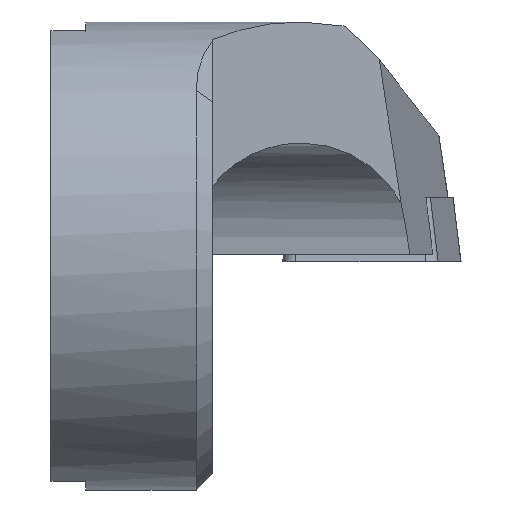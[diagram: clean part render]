
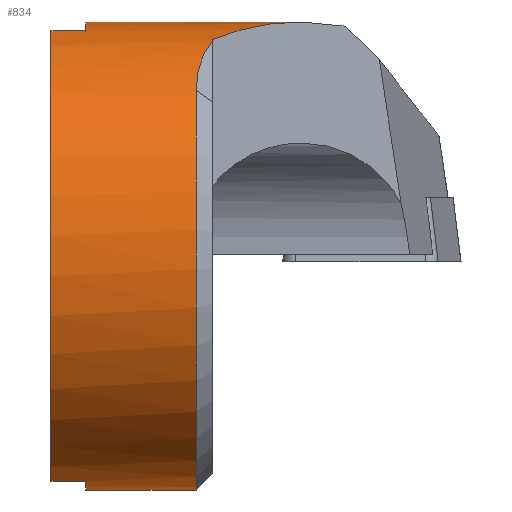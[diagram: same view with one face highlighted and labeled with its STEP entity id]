
A CAD part, left-side view. The second image highlights one B-rep face of the part: STEP entity #834.
In plain terms, the highlighted cylindrical face has radius 14.5 mm (diameter 29 mm), a partial arc.
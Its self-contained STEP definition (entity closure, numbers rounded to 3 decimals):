
#796=EDGE_CURVE('NONE',#852,#1424,#2048,.T.);
#834=ADVANCED_FACE('NONE',(#2088),#2089,.T.);
#852=VERTEX_POINT('NONE',#2111);
#872=EDGE_CURVE('NONE',#1594,#1508,#2131,.T.);
#880=VERTEX_POINT('NONE',#2139);
#920=EDGE_CURVE('NONE',#1092,#1264,#2183,.T.);
#982=VERTEX_POINT('NONE',#2252);
#1014=VERTEX_POINT('NONE',#2287);
#1018=EDGE_CURVE('NONE',#1676,#1092,#2291,.T.);
#1092=VERTEX_POINT('NONE',#2372);
#1096=VERTEX_POINT('NONE',#2376);
#1264=VERTEX_POINT('NONE',#2561);
#1284=EDGE_CURVE('NONE',#1014,#880,#2585,.T.);
#1288=EDGE_CURVE('NONE',#1096,#1014,#2589,.T.);
#1424=VERTEX_POINT('NONE',#2739);
#1450=EDGE_CURVE('NONE',#852,#1676,#2766,.T.);
#1470=EDGE_CURVE('NONE',#880,#982,#2789,.T.);
#1508=VERTEX_POINT('NONE',#2832);
#1556=EDGE_CURVE('NONE',#1508,#1096,#2880,.T.);
#1594=VERTEX_POINT('NONE',#2923);
#1632=EDGE_CURVE('NONE',#1264,#1594,#2966,.T.);
#1676=VERTEX_POINT('NONE',#3012);
#1788=EDGE_CURVE('NONE',#982,#1424,#3137,.T.);
#2048=LINE('',#3452,#3453);
#2088=FACE_OUTER_BOUND('',#3516,.T.);
#2089=CYLINDRICAL_SURFACE('',#3517,14.5);
#2111=CARTESIAN_POINT('',(0.,-9.0,-14.5));
#2131=LINE('',#3571,#3572);
#2139=CARTESIAN_POINT('',(-3.95,0.,-13.952));
#2183=CIRCLE('',#3670,14.5);
#2252=CARTESIAN_POINT('',(-3.95,-2.15,-13.952));
#2287=CARTESIAN_POINT('',(-3.95,0.,13.952));
#2291=(B_SPLINE_CURVE(3,(#3825,#3826,#3827,#3828),.UNSPECIFIED.,.F.,.F.)B_SPLINE_CURVE_WITH_KNOTS((4,4),(0.0,0.374),.UNSPECIFIED.)RATIONAL_B_SPLINE_CURVE((1.0,0.988,0.988,1.0))BOUNDED_CURVE()REPRESENTATION_ITEM('')GEOMETRIC_REPRESENTATION_ITEM()CURVE());
#2372=CARTESIAN_POINT('',(-5.804,-10.0,13.288));
#2376=CARTESIAN_POINT('',(-3.95,-2.15,13.952));
#2561=CARTESIAN_POINT('',(-5.5,-10.0,13.416));
#2585=CIRCLE('',#4241,14.5);
#2589=LINE('',#4247,#4248);
#2739=CARTESIAN_POINT('',(0.,-2.15,-14.5));
#2766=CIRCLE('',#4505,14.5);
#2789=LINE('',#4537,#4538);
#2832=CARTESIAN_POINT('',(0.0,-2.15,14.5));
#2880=CIRCLE('',#4675,14.5);
#2923=CARTESIAN_POINT('',(0.0,-15.5,14.5));
#2966=(B_SPLINE_CURVE(3,(#4786,#4787,#4788,#4789),.UNSPECIFIED.,.F.,.F.)B_SPLINE_CURVE_WITH_KNOTS((4,4),(1.182,1.571),.UNSPECIFIED.)RATIONAL_B_SPLINE_CURVE((1.0,0.987,0.987,1.0))BOUNDED_CURVE()REPRESENTATION_ITEM('')GEOMETRIC_REPRESENTATION_ITEM()CURVE());
#3012=CARTESIAN_POINT('',(-10.253,-9.,10.253));
#3137=CIRCLE('',#5041,14.5);
#3452=CARTESIAN_POINT('',(0.,-10.0,-14.5));
#3453=VECTOR('',#5400,1000.0);
#3516=EDGE_LOOP('',(#5439,#5440,#5441,#5442,#5443,#5444,#5445,#5446,#5447,#5448,#5449));
#3517=AXIS2_PLACEMENT_3D('',#5450,#5451,#5452);
#3571=CARTESIAN_POINT('',(0.0,-10.0,14.5));
#3572=VECTOR('',#5503,1000.0);
#3670=AXIS2_PLACEMENT_3D('',#5550,#5551,#5552);
#3825=CARTESIAN_POINT('',(-10.253,-9.,10.253));
#3826=CARTESIAN_POINT('',(-8.969,-9.,11.537));
#3827=CARTESIAN_POINT('',(-7.469,-9.337,12.561));
#3828=CARTESIAN_POINT('',(-5.804,-10.0,13.288));
#4241=AXIS2_PLACEMENT_3D('',#6054,#6055,#6056);
#4247=CARTESIAN_POINT('',(-3.95,-10.0,13.952));
#4248=VECTOR('',#6060,1000.0);
#4505=AXIS2_PLACEMENT_3D('',#6264,#6265,#6266);
#4537=CARTESIAN_POINT('',(-3.95,-10.0,-13.952));
#4538=VECTOR('',#6307,1000.0);
#4675=AXIS2_PLACEMENT_3D('',#6375,#6376,#6377);
#4786=CARTESIAN_POINT('',(-5.5,-10.0,13.416));
#4787=CARTESIAN_POINT('',(-3.749,-11.751,14.134));
#4788=CARTESIAN_POINT('',(-1.892,-13.608,14.5));
#4789=CARTESIAN_POINT('',(0.0,-15.5,14.5));
#5041=AXIS2_PLACEMENT_3D('',#6706,#6707,#6708);
#5400=DIRECTION('',(-0.0,1.0,0.0));
#5439=ORIENTED_EDGE('',*,*,#796,.F.);
#5440=ORIENTED_EDGE('',*,*,#1450,.T.);
#5441=ORIENTED_EDGE('',*,*,#1018,.T.);
#5442=ORIENTED_EDGE('',*,*,#920,.T.);
#5443=ORIENTED_EDGE('',*,*,#1632,.T.);
#5444=ORIENTED_EDGE('',*,*,#872,.T.);
#5445=ORIENTED_EDGE('',*,*,#1556,.T.);
#5446=ORIENTED_EDGE('',*,*,#1288,.T.);
#5447=ORIENTED_EDGE('',*,*,#1284,.T.);
#5448=ORIENTED_EDGE('',*,*,#1470,.T.);
#5449=ORIENTED_EDGE('',*,*,#1788,.T.);
#5450=CARTESIAN_POINT('',(0.0,-10.0,0.0));
#5451=DIRECTION('',(-0.0,1.0,-0.0));
#5452=DIRECTION('',(0.0,0.0,1.0));
#5503=DIRECTION('',(-0.0,1.0,0.0));
#5550=CARTESIAN_POINT('',(0.0,-10.0,0.0));
#5551=DIRECTION('',(0.0,1.0,0.0));
#5552=DIRECTION('',(0.0,0.0,1.0));
#6054=CARTESIAN_POINT('',(0.0,0.0,0.0));
#6055=DIRECTION('',(0.0,-1.0,0.0));
#6056=DIRECTION('',(0.0,0.0,-1.0));
#6060=DIRECTION('',(-0.0,1.0,0.0));
#6264=CARTESIAN_POINT('',(0.0,-9.0,0.0));
#6265=DIRECTION('',(0.0,1.0,0.0));
#6266=DIRECTION('',(0.0,0.0,-1.0));
#6307=DIRECTION('',(0.0,-1.0,0.0));
#6375=CARTESIAN_POINT('',(0.0,-2.15,0.0));
#6376=DIRECTION('',(0.,-1.0,0.0));
#6377=DIRECTION('',(-1.0,0.,-0.0));
#6706=CARTESIAN_POINT('',(0.0,-2.15,0.0));
#6707=DIRECTION('',(0.,-1.0,0.0));
#6708=DIRECTION('',(-1.0,0.,-0.0));
